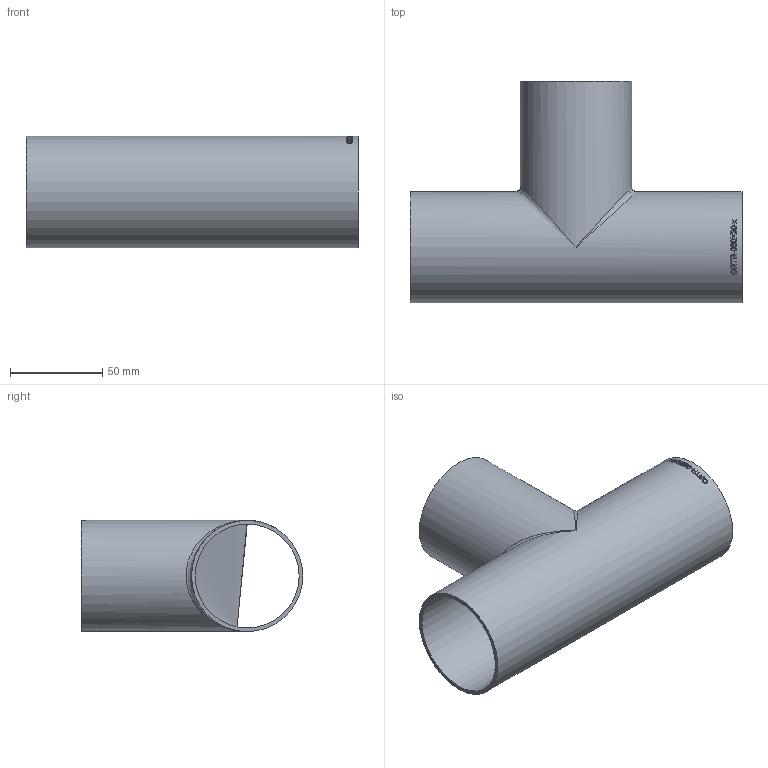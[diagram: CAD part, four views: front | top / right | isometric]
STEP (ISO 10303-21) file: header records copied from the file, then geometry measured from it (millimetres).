
FILE_DESCRIPTION (( 'STEP AP214' ), '1' );
FILE_NAME ('ORTR-060X20-x T-Stück 2004.STEP', '2020-04-06T11:26:48', ( '' ), ( '' ), 'SwSTEP 2.0', 'SolidWorks 2019', '' );
FILE_SCHEMA (( 'AUTOMOTIVE_DESIGN' ));
Length unit declared in the file: millimetre
Products named in the file (1): ORTR-060X20-x T-Stück 2004
Bounding box: 180 x 120.15 x 60.3 mm (x, y, z)
Volume: 85056.4 mm3; surface area: 86167.1 mm2
Topology: 1 solids, 1 shells, 183 faces, 484 edges, 314 vertices
Faces by surface type: bspline 111, plane 48, cylinder 24
Full cylindrical faces by diameter (mm): 56.3 x2, 60.3 x2
Entity records: 21385 total; most frequent: CARTESIAN_POINT 16023, ORIENTED_EDGE 940, EDGE_CURVE 470, DIRECTION 338, B_SPLINE_CURVE_WITH_KNOTS 336, VERTEX_POINT 314, EDGE_LOOP 212, FACE_OUTER_BOUND 187
